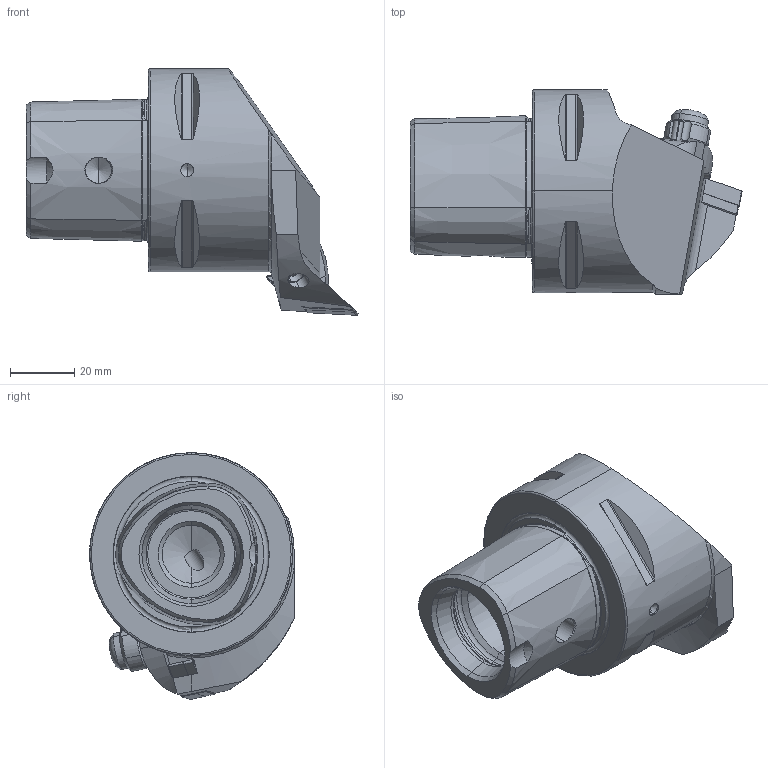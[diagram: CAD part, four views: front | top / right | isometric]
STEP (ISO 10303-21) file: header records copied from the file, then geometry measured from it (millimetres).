
FILE_DESCRIPTION (( 'STEP AP203' ), '1' );
FILE_NAME ('PS6-KVD.RJA.065.STEP', '2017-01-11T10:39:07', ( 'SWIAdmin' ), ( 'Hewlett-Packard Company' ), 'SwSTEP 2.0', 'SolidWorks 2015', '' );
FILE_SCHEMA (( 'CONFIG_CONTROL_DESIGN' ));
Length unit declared in the file: millimetre
Products named in the file (11): KVT_MB_600_060; WVD-ER2.101.003_A; PS6-KVD.RJA.065; WCC-ER2.001.010_A; VNMG160404; WCC-ER3.102.024_C; WCC-ER5.102.012_B; WCC-ER5.102.005_A; WCC-ER4.103.032_A; ISO 13337 - 3 x 12_PreviewCfg; PS6-KVD.RJA.065_A
Assembly tree (10 placements, depth 2):
  PS6-KVD.RJA.065
    PS6-KVD.RJA.065_A
    WVD-ER2.101.003_A
    WCC-ER2.001.010_A
    VNMG160404
    WCC-ER3.102.024_C
    WCC-ER5.102.012_B
    WCC-ER5.102.005_A
    WCC-ER4.103.032_A
    ISO 13337 - 3 x 12_PreviewCfg
    KVT_MB_600_060
Bounding box: 103 x 63.5 x 76.5 mm (x, y, z)
Volume: 154285 mm3; surface area: 32257.8 mm2
Topology: 13 solids, 13 shells, 437 faces, 1048 edges, 629 vertices
Faces by surface type: cylinder 134, cone 124, plane 106, torus 59, bspline 12, sphere 2
Entity records: 15208 total; most frequent: CARTESIAN_POINT 4172, DIRECTION 2104, ORIENTED_EDGE 2054, EDGE_CURVE 1027, AXIS2_PLACEMENT_3D 855, VERTEX_POINT 626, EDGE_LOOP 469, ADVANCED_FACE 437
